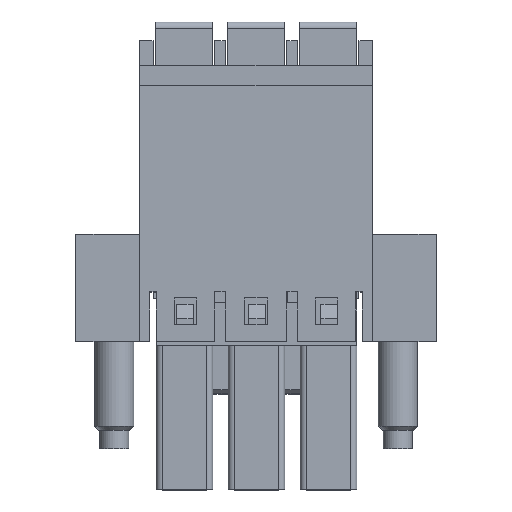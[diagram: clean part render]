
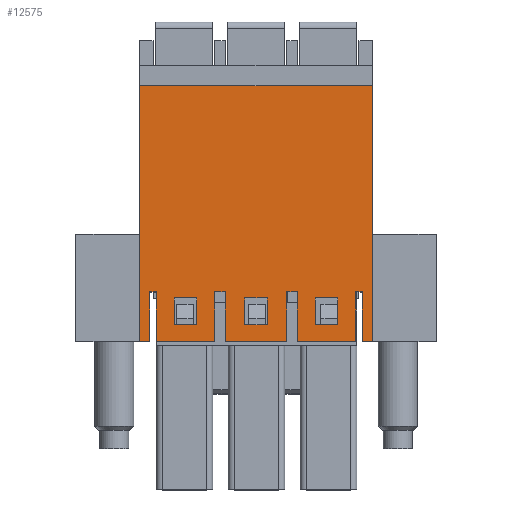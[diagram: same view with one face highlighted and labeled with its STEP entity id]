
A CAD part, top view. The second image highlights one B-rep face of the part: STEP entity #12575.
In plain terms, the highlighted planar face has unit normal (0, 0, 1).
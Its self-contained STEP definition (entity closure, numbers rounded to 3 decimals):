
#471=LINE('',#18735,#2012);
#473=LINE('',#18739,#2014);
#475=LINE('',#18743,#2016);
#477=LINE('',#18747,#2018);
#479=LINE('',#18751,#2020);
#482=LINE('',#18756,#2023);
#485=LINE('',#18761,#2026);
#487=LINE('',#18765,#2028);
#489=LINE('',#18769,#2030);
#492=LINE('',#18775,#2033);
#495=LINE('',#18781,#2036);
#496=LINE('',#18783,#2037);
#499=LINE('',#18788,#2040);
#502=LINE('',#18793,#2043);
#504=LINE('',#18797,#2045);
#506=LINE('',#18801,#2047);
#508=LINE('',#18805,#2049);
#510=LINE('',#18809,#2051);
#512=LINE('',#18813,#2053);
#514=LINE('',#18817,#2055);
#516=LINE('',#18821,#2057);
#518=LINE('',#18825,#2059);
#520=LINE('',#18829,#2061);
#618=LINE('',#19007,#2159);
#621=LINE('',#19014,#2162);
#624=LINE('',#19019,#2165);
#627=LINE('',#19025,#2168);
#674=LINE('',#19135,#2215);
#689=LINE('',#19166,#2230);
#692=LINE('',#19172,#2233);
#693=LINE('',#19175,#2234);
#694=LINE('',#19176,#2235);
#2012=VECTOR('',#14756,1000.);
#2014=VECTOR('',#14760,1000.);
#2016=VECTOR('',#14764,1000.);
#2018=VECTOR('',#14768,1000.);
#2020=VECTOR('',#14772,1000.);
#2023=VECTOR('',#14777,1000.);
#2026=VECTOR('',#14782,1000.);
#2028=VECTOR('',#14786,1000.);
#2030=VECTOR('',#14790,1000.);
#2033=VECTOR('',#14795,1000.);
#2036=VECTOR('',#14800,1000.);
#2037=VECTOR('',#14803,1000.);
#2040=VECTOR('',#14808,1000.);
#2043=VECTOR('',#14813,1000.);
#2045=VECTOR('',#14817,1000.);
#2047=VECTOR('',#14821,1000.);
#2049=VECTOR('',#14825,1000.);
#2051=VECTOR('',#14829,1000.);
#2053=VECTOR('',#14833,1000.);
#2055=VECTOR('',#14837,1000.);
#2057=VECTOR('',#14841,1000.);
#2059=VECTOR('',#14845,1000.);
#2061=VECTOR('',#14849,1000.);
#2159=VECTOR('',#15007,1000.);
#2162=VECTOR('',#15012,1000.);
#2165=VECTOR('',#15017,1000.);
#2168=VECTOR('',#15022,1000.);
#2215=VECTOR('',#15143,1000.);
#2230=VECTOR('',#15178,1000.);
#2233=VECTOR('',#15183,1000.);
#2234=VECTOR('',#15184,1000.);
#2235=VECTOR('',#15185,1000.);
#4469=ORIENTED_EDGE('',*,*,#7473,.T.);
#4470=ORIENTED_EDGE('',*,*,#7471,.T.);
#4471=ORIENTED_EDGE('',*,*,#7469,.T.);
#4472=ORIENTED_EDGE('',*,*,#7467,.T.);
#4473=ORIENTED_EDGE('',*,*,#7465,.T.);
#4474=ORIENTED_EDGE('',*,*,#7463,.T.);
#4475=ORIENTED_EDGE('',*,*,#7461,.T.);
#4476=ORIENTED_EDGE('',*,*,#7459,.T.);
#4477=ORIENTED_EDGE('',*,*,#7652,.F.);
#4478=ORIENTED_EDGE('',*,*,#7653,.T.);
#4479=ORIENTED_EDGE('',*,*,#7633,.T.);
#4480=ORIENTED_EDGE('',*,*,#7574,.T.);
#4481=ORIENTED_EDGE('',*,*,#7577,.F.);
#4482=ORIENTED_EDGE('',*,*,#7580,.F.);
#4483=ORIENTED_EDGE('',*,*,#7442,.F.);
#4484=ORIENTED_EDGE('',*,*,#7440,.T.);
#4485=ORIENTED_EDGE('',*,*,#7438,.T.);
#4486=ORIENTED_EDGE('',*,*,#7435,.T.);
#4487=ORIENTED_EDGE('',*,*,#7432,.T.);
#4488=ORIENTED_EDGE('',*,*,#7457,.T.);
#4489=ORIENTED_EDGE('',*,*,#7455,.T.);
#4490=ORIENTED_EDGE('',*,*,#7452,.T.);
#4491=ORIENTED_EDGE('',*,*,#7449,.T.);
#4492=ORIENTED_EDGE('',*,*,#7448,.T.);
#4493=ORIENTED_EDGE('',*,*,#7445,.T.);
#4494=ORIENTED_EDGE('',*,*,#7571,.T.);
#4495=ORIENTED_EDGE('',*,*,#7649,.T.);
#4496=ORIENTED_EDGE('',*,*,#7654,.T.);
#4497=ORIENTED_EDGE('',*,*,#7430,.T.);
#4498=ORIENTED_EDGE('',*,*,#7428,.T.);
#4499=ORIENTED_EDGE('',*,*,#7426,.T.);
#4500=ORIENTED_EDGE('',*,*,#7424,.T.);
#7424=EDGE_CURVE('',#9171,#9170,#471,.T.);
#7426=EDGE_CURVE('',#9172,#9171,#473,.T.);
#7428=EDGE_CURVE('',#9173,#9172,#475,.T.);
#7430=EDGE_CURVE('',#9170,#9173,#477,.T.);
#7432=EDGE_CURVE('',#9175,#9174,#479,.T.);
#7435=EDGE_CURVE('',#9176,#9175,#482,.T.);
#7438=EDGE_CURVE('',#9177,#9176,#485,.T.);
#7440=EDGE_CURVE('',#9178,#9177,#487,.T.);
#7442=EDGE_CURVE('',#9178,#9179,#489,.T.);
#7445=EDGE_CURVE('',#9181,#9180,#492,.T.);
#7448=EDGE_CURVE('',#9182,#9181,#495,.T.);
#7449=EDGE_CURVE('',#9183,#9182,#496,.T.);
#7452=EDGE_CURVE('',#9184,#9183,#499,.T.);
#7455=EDGE_CURVE('',#9185,#9184,#502,.T.);
#7457=EDGE_CURVE('',#9174,#9185,#504,.T.);
#7459=EDGE_CURVE('',#9187,#9186,#506,.T.);
#7461=EDGE_CURVE('',#9188,#9187,#508,.T.);
#7463=EDGE_CURVE('',#9189,#9188,#510,.T.);
#7465=EDGE_CURVE('',#9186,#9189,#512,.T.);
#7467=EDGE_CURVE('',#9191,#9190,#514,.T.);
#7469=EDGE_CURVE('',#9192,#9191,#516,.T.);
#7471=EDGE_CURVE('',#9193,#9192,#518,.T.);
#7473=EDGE_CURVE('',#9190,#9193,#520,.T.);
#7571=EDGE_CURVE('',#9180,#9243,#618,.T.);
#7574=EDGE_CURVE('',#9247,#9246,#621,.T.);
#7577=EDGE_CURVE('',#9248,#9246,#624,.T.);
#7580=EDGE_CURVE('',#9179,#9248,#627,.T.);
#7633=EDGE_CURVE('',#9276,#9247,#674,.T.);
#7649=EDGE_CURVE('',#9243,#9282,#689,.T.);
#7652=EDGE_CURVE('',#9284,#9285,#692,.T.);
#7653=EDGE_CURVE('',#9284,#9276,#693,.T.);
#7654=EDGE_CURVE('',#9282,#9285,#694,.T.);
#9170=VERTEX_POINT('',#18734);
#9171=VERTEX_POINT('',#18736);
#9172=VERTEX_POINT('',#18740);
#9173=VERTEX_POINT('',#18744);
#9174=VERTEX_POINT('',#18750);
#9175=VERTEX_POINT('',#18752);
#9176=VERTEX_POINT('',#18757);
#9177=VERTEX_POINT('',#18762);
#9178=VERTEX_POINT('',#18766);
#9179=VERTEX_POINT('',#18770);
#9180=VERTEX_POINT('',#18774);
#9181=VERTEX_POINT('',#18776);
#9182=VERTEX_POINT('',#18780);
#9183=VERTEX_POINT('',#18784);
#9184=VERTEX_POINT('',#18789);
#9185=VERTEX_POINT('',#18794);
#9186=VERTEX_POINT('',#18800);
#9187=VERTEX_POINT('',#18802);
#9188=VERTEX_POINT('',#18806);
#9189=VERTEX_POINT('',#18810);
#9190=VERTEX_POINT('',#18816);
#9191=VERTEX_POINT('',#18818);
#9192=VERTEX_POINT('',#18822);
#9193=VERTEX_POINT('',#18826);
#9243=VERTEX_POINT('',#19006);
#9246=VERTEX_POINT('',#19013);
#9247=VERTEX_POINT('',#19015);
#9248=VERTEX_POINT('',#19020);
#9276=VERTEX_POINT('',#19136);
#9282=VERTEX_POINT('',#19167);
#9284=VERTEX_POINT('',#19173);
#9285=VERTEX_POINT('',#19174);
#10616=EDGE_LOOP('',(#4469,#4470,#4471,#4472));
#10617=EDGE_LOOP('',(#4473,#4474,#4475,#4476));
#10618=EDGE_LOOP('',(#4477,#4478,#4479,#4480,#4481,#4482,#4483,#4484,#4485,
#4486,#4487,#4488,#4489,#4490,#4491,#4492,#4493,#4494,#4495,#4496));
#10619=EDGE_LOOP('',(#4497,#4498,#4499,#4500));
#11357=FACE_BOUND('',#10616,.T.);
#11358=FACE_BOUND('',#10617,.T.);
#11359=FACE_BOUND('',#10618,.T.);
#11360=FACE_BOUND('',#10619,.T.);
#12027=PLANE('',#13448);
#12575=ADVANCED_FACE('',(#11357,#11358,#11359,#11360),#12027,.F.);
#13448=AXIS2_PLACEMENT_3D('',#19171,#15181,#15182);
#14756=DIRECTION('',(-1.,0.,0.));
#14760=DIRECTION('',(0.,-1.,0.));
#14764=DIRECTION('',(1.,0.,0.));
#14768=DIRECTION('',(0.,1.,0.));
#14772=DIRECTION('',(0.,-1.,0.));
#14777=DIRECTION('',(1.,0.,0.));
#14782=DIRECTION('',(0.,1.,0.));
#14786=DIRECTION('',(1.,0.,0.));
#14790=DIRECTION('',(0.,1.,0.));
#14795=DIRECTION('',(0.,1.,0.));
#14800=DIRECTION('',(1.,0.,0.));
#14803=DIRECTION('',(0.,-1.,0.));
#14808=DIRECTION('',(1.,0.,0.));
#14813=DIRECTION('',(0.,1.,0.));
#14817=DIRECTION('',(1.,0.,0.));
#14821=DIRECTION('',(-1.,0.,0.));
#14825=DIRECTION('',(0.,-1.,0.));
#14829=DIRECTION('',(1.,0.,0.));
#14833=DIRECTION('',(0.,1.,0.));
#14837=DIRECTION('',(-1.,0.,0.));
#14841=DIRECTION('',(0.,-1.,0.));
#14845=DIRECTION('',(1.,0.,0.));
#14849=DIRECTION('',(0.,1.,0.));
#15007=DIRECTION('',(1.,0.,0.));
#15012=DIRECTION('',(1.,0.,0.));
#15017=DIRECTION('',(0.,-1.,0.));
#15022=DIRECTION('',(-1.,0.,0.));
#15143=DIRECTION('',(0.,-1.,0.));
#15178=DIRECTION('',(0.,-1.,0.));
#15181=DIRECTION('',(0.,0.,-1.));
#15182=DIRECTION('',(-1.,0.,0.));
#15183=DIRECTION('',(0.,-1.,0.));
#15184=DIRECTION('',(-1.,0.,0.));
#15185=DIRECTION('',(1.,0.,0.));
#18734=CARTESIAN_POINT('',(-3.975,0.803,6.5));
#18735=CARTESIAN_POINT('',(-2.875,0.803,6.5));
#18736=CARTESIAN_POINT('',(-2.875,0.803,6.5));
#18739=CARTESIAN_POINT('',(-2.875,2.103,6.5));
#18740=CARTESIAN_POINT('',(-2.875,2.103,6.5));
#18743=CARTESIAN_POINT('',(-3.975,2.103,6.5));
#18744=CARTESIAN_POINT('',(-3.975,2.103,6.5));
#18747=CARTESIAN_POINT('',(-3.975,0.803,6.5));
#18750=CARTESIAN_POINT('',(-1.5,0.,6.5));
#18751=CARTESIAN_POINT('',(-1.5,2.4,6.5));
#18752=CARTESIAN_POINT('',(-1.5,2.4,6.5));
#18756=CARTESIAN_POINT('',(-2.,2.4,6.5));
#18757=CARTESIAN_POINT('',(-2.,2.4,6.5));
#18761=CARTESIAN_POINT('',(-2.,0.,6.5));
#18762=CARTESIAN_POINT('',(-2.,0.,6.5));
#18765=CARTESIAN_POINT('',(-5.65,0.,6.5));
#18766=CARTESIAN_POINT('',(-4.85,0.,6.5));
#18769=CARTESIAN_POINT('',(-4.85,0.,6.5));
#18770=CARTESIAN_POINT('',(-4.85,2.4,6.5));
#18774=CARTESIAN_POINT('',(4.85,2.4,6.5));
#18775=CARTESIAN_POINT('',(4.85,0.,6.5));
#18776=CARTESIAN_POINT('',(4.85,0.,6.5));
#18780=CARTESIAN_POINT('',(2.,0.,6.5));
#18781=CARTESIAN_POINT('',(-5.65,0.,6.5));
#18783=CARTESIAN_POINT('',(2.,2.4,6.5));
#18784=CARTESIAN_POINT('',(2.,2.4,6.5));
#18788=CARTESIAN_POINT('',(1.5,2.4,6.5));
#18789=CARTESIAN_POINT('',(1.5,2.4,6.5));
#18793=CARTESIAN_POINT('',(1.5,0.,6.5));
#18794=CARTESIAN_POINT('',(1.5,0.,6.5));
#18797=CARTESIAN_POINT('',(-5.65,0.,6.5));
#18800=CARTESIAN_POINT('',(-0.55,0.803,6.5));
#18801=CARTESIAN_POINT('',(0.55,0.803,6.5));
#18802=CARTESIAN_POINT('',(0.55,0.803,6.5));
#18805=CARTESIAN_POINT('',(0.55,2.103,6.5));
#18806=CARTESIAN_POINT('',(0.55,2.103,6.5));
#18809=CARTESIAN_POINT('',(-0.55,2.103,6.5));
#18810=CARTESIAN_POINT('',(-0.55,2.103,6.5));
#18813=CARTESIAN_POINT('',(-0.55,0.803,6.5));
#18816=CARTESIAN_POINT('',(2.875,0.803,6.5));
#18817=CARTESIAN_POINT('',(3.975,0.803,6.5));
#18818=CARTESIAN_POINT('',(3.975,0.803,6.5));
#18821=CARTESIAN_POINT('',(3.975,2.103,6.5));
#18822=CARTESIAN_POINT('',(3.975,2.103,6.5));
#18825=CARTESIAN_POINT('',(2.875,2.103,6.5));
#18826=CARTESIAN_POINT('',(2.875,2.103,6.5));
#18829=CARTESIAN_POINT('',(2.875,0.803,6.5));
#19006=CARTESIAN_POINT('',(5.15,2.4,6.5));
#19007=CARTESIAN_POINT('',(4.85,2.4,6.5));
#19013=CARTESIAN_POINT('',(-5.15,0.,6.5));
#19014=CARTESIAN_POINT('',(-5.65,0.,6.5));
#19015=CARTESIAN_POINT('',(-5.65,0.,6.5));
#19019=CARTESIAN_POINT('',(-5.15,2.4,6.5));
#19020=CARTESIAN_POINT('',(-5.15,2.4,6.5));
#19025=CARTESIAN_POINT('',(-4.85,2.4,6.5));
#19135=CARTESIAN_POINT('',(-5.65,13.4,6.5));
#19136=CARTESIAN_POINT('',(-5.65,12.4,6.5));
#19166=CARTESIAN_POINT('',(5.15,2.4,6.5));
#19167=CARTESIAN_POINT('',(5.15,0.,6.5));
#19171=CARTESIAN_POINT('',(-5.65,13.4,6.5));
#19172=CARTESIAN_POINT('',(5.65,13.4,6.5));
#19173=CARTESIAN_POINT('',(5.65,12.4,6.5));
#19174=CARTESIAN_POINT('',(5.65,0.,6.5));
#19175=CARTESIAN_POINT('',(20.712,12.4,6.5));
#19176=CARTESIAN_POINT('',(-5.65,0.,6.5));
